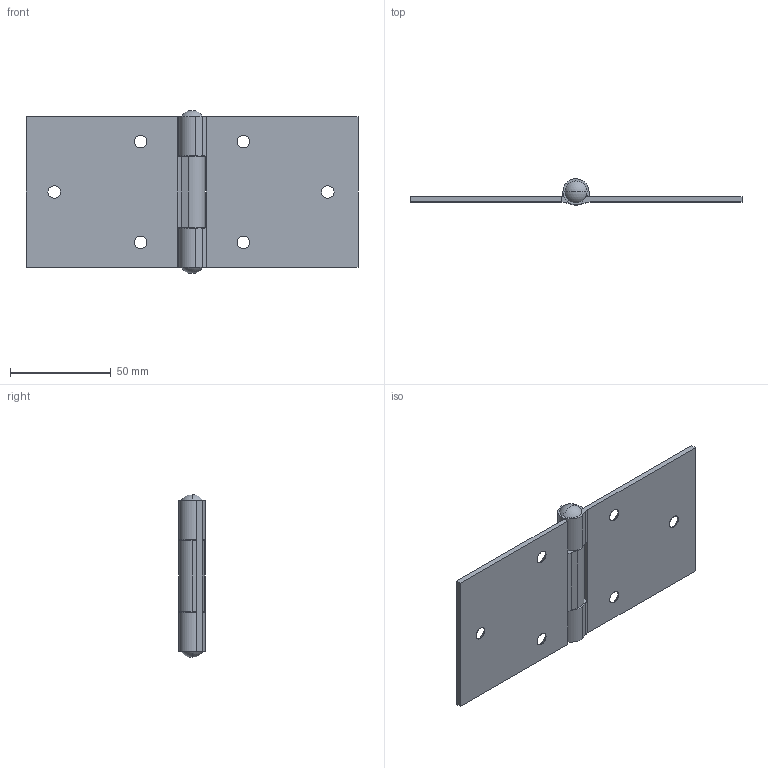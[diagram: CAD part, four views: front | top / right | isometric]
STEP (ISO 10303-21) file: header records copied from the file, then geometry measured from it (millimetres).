
FILE_DESCRIPTION (( 'STEP AP203' ), '1' );
FILE_NAME ('T63000.STEP', '2018-08-15T14:26:45', ( '' ), ( '' ), 'SwSTEP 2.0', 'SolidWorks 2016', '' );
FILE_SCHEMA (( 'CONFIG_CONTROL_DESIGN' ));
Length unit declared in the file: millimetre
Products named in the file (3): T63000-2; T63000-1; T63000
Assembly tree (2 placements, depth 2):
  T63000
    T63000-1
    T63000-2
Bounding box: 165 x 12.99 x 81 mm (x, y, z)
Volume: 40023.7 mm3; surface area: 30065 mm2
Topology: 2 solids, 2 shells, 74 faces, 198 edges, 126 vertices
Faces by surface type: plane 34, cylinder 24, cone 12, sphere 4
Entity records: 2653 total; most frequent: DIRECTION 438, CARTESIAN_POINT 403, ORIENTED_EDGE 396, EDGE_CURVE 198, AXIS2_PLACEMENT_3D 161, VERTEX_POINT 126, VECTOR 116, LINE 116
